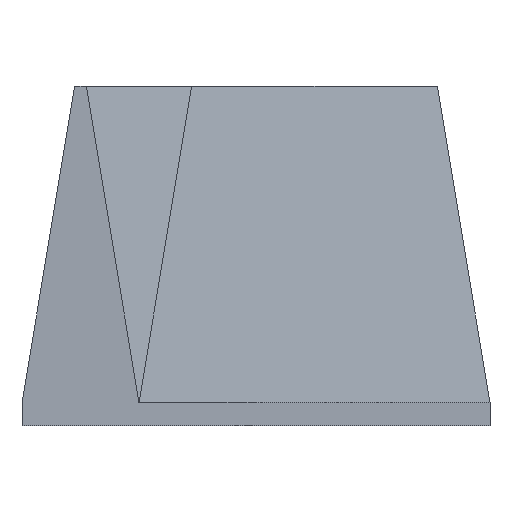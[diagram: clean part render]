
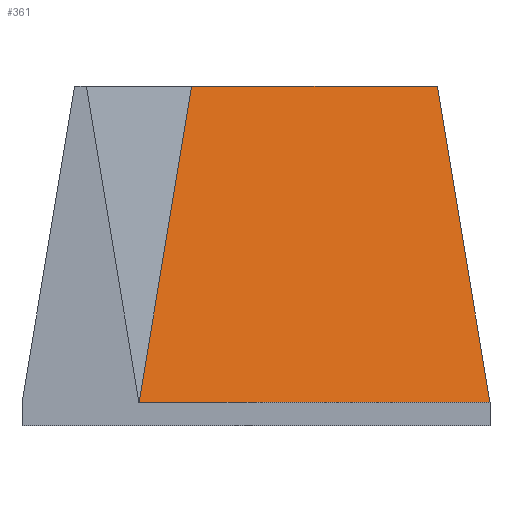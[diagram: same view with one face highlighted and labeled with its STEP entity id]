
A CAD part, left-side view. The second image highlights one B-rep face of the part: STEP entity #361.
In plain terms, the highlighted planar face has unit normal (-0.986, 0, 0.164).
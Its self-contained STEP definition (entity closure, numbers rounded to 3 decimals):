
#22 = VERTEX_POINT('',#23);
#23 = CARTESIAN_POINT('',(-10.,5.,1.));
#61 = EDGE_CURVE('',#22,#62,#64,.T.);
#62 = VERTEX_POINT('',#63);
#63 = CARTESIAN_POINT('',(-10.,-10.,1.));
#64 = LINE('',#65,#66);
#65 = CARTESIAN_POINT('',(-10.,-7.5,1.));
#66 = VECTOR('',#67,1.);
#67 = DIRECTION('',(0.,-1.,0.));
#127 = VERTEX_POINT('',#128);
#128 = CARTESIAN_POINT('',(-7.75,2.75,14.5));
#134 = EDGE_CURVE('',#135,#127,#137,.T.);
#135 = VERTEX_POINT('',#136);
#136 = CARTESIAN_POINT('',(-7.75,-7.75,14.5));
#137 = LINE('',#138,#139);
#138 = CARTESIAN_POINT('',(-7.75,-6.25,14.5));
#139 = VECTOR('',#140,1.);
#140 = DIRECTION('',(0.,1.,0.));
#349 = EDGE_CURVE('',#22,#127,#350,.T.);
#350 = LINE('',#351,#352);
#351 = CARTESIAN_POINT('',(-8.717,3.717,8.697
    ));
#352 = VECTOR('',#353,1.);
#353 = DIRECTION('',(0.162,-0.162,0.973));
#361 = ADVANCED_FACE('',(#362),#373,.T.);
#362 = FACE_BOUND('',#363,.T.);
#363 = EDGE_LOOP('',(#364,#365,#366,#372));
#364 = ORIENTED_EDGE('',*,*,#349,.F.);
#365 = ORIENTED_EDGE('',*,*,#61,.T.);
#366 = ORIENTED_EDGE('',*,*,#367,.T.);
#367 = EDGE_CURVE('',#62,#135,#368,.T.);
#368 = LINE('',#369,#370);
#369 = CARTESIAN_POINT('',(-8.717,-8.717,8.697
    ));
#370 = VECTOR('',#371,1.);
#371 = DIRECTION('',(0.162,0.162,0.973));
#372 = ORIENTED_EDGE('',*,*,#134,.T.);
#373 = PLANE('',#374);
#374 = AXIS2_PLACEMENT_3D('',#375,#376,#377);
#375 = CARTESIAN_POINT('',(-8.862,-2.5,7.828));
#376 = DIRECTION('',(-0.986,0.,0.164)
  );
#377 = DIRECTION('',(-0.164,0.,-0.986));
